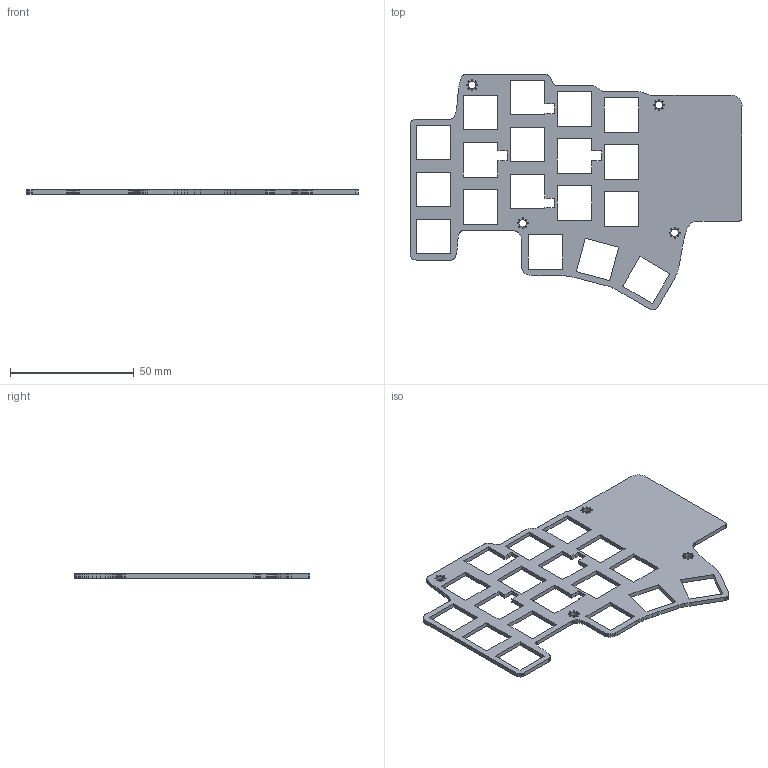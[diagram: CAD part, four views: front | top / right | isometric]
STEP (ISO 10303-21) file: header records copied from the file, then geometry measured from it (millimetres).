
FILE_DESCRIPTION(('KiCad electronic assembly'),'2;1');
FILE_NAME('dilemma-plate.step','2024-08-02T18:01:26',('Pcbnew'),('Kicad' ),'Open CASCADE STEP processor 7.7','KiCad to STEP converter', 'Unknown');
FILE_SCHEMA(('AUTOMOTIVE_DESIGN { 1 0 10303 214 1 1 1 1 }'));
Length unit declared in the file: millimetre
Products named in the file (2): dilemma-plate 1; dilemma-plate_PCB
Assembly tree (1 placements, depth 2):
  dilemma-plate 1
    dilemma-plate_PCB
Bounding box: 134.01 x 95.12 x 1.69 mm (x, y, z)
Volume: 9361.9 mm3; surface area: 13721.8 mm2
Topology: 1 solids, 1 shells, 310 faces, 924 edges, 616 vertices
Faces by surface type: plane 272, cylinder 38
Full cylindrical faces by diameter (mm): 0.5 x32, 3 x4
Entity records: 10517 total; most frequent: CARTESIAN_POINT 1852, ORIENTED_EDGE 1848, DIRECTION 1624, EDGE_CURVE 924, LINE 848, VECTOR 848, VERTEX_POINT 616, FACE_BOUND 418
